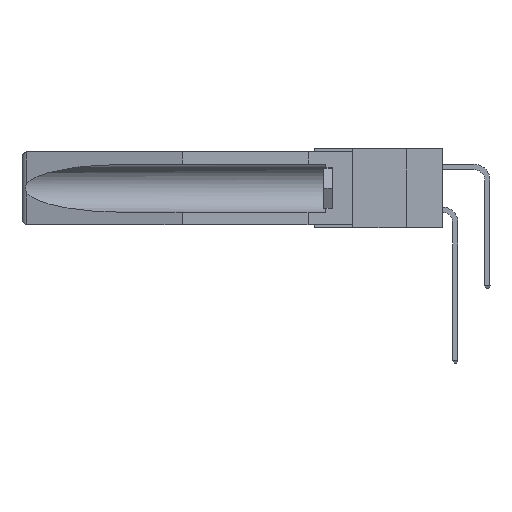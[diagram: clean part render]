
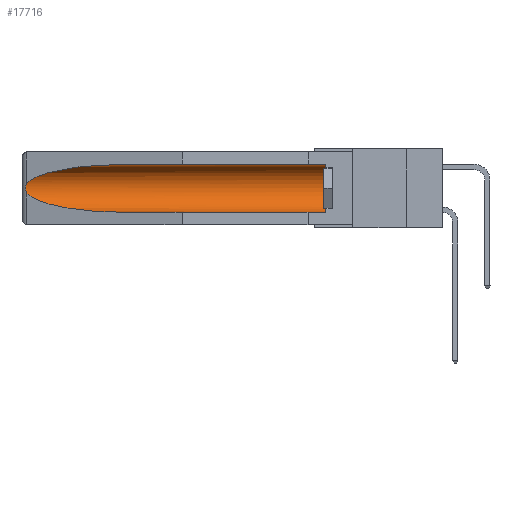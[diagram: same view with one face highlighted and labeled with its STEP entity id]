
A CAD part, left-side view. The second image highlights one B-rep face of the part: STEP entity #17716.
In plain terms, the highlighted cylindrical face has radius 2.857 mm (diameter 5.715 mm), a partial arc.
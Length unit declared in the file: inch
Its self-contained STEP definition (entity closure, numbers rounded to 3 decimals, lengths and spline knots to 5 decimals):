
#776 = CARTESIAN_POINT ( 'NONE',  ( 0.155, 0.126, -0.059 ) ) ;
#819 = EDGE_CURVE ( 'NONE', #15745, #18281, #25844, .T. ) ;
#850 = CARTESIAN_POINT ( 'NONE',  ( 0.25451, 1.48313, -0.09465 ) ) ;
#1210 = VERTEX_POINT ( 'NONE', #776 ) ;
#1319 = AXIS2_PLACEMENT_3D ( 'NONE', #30292, #24514, #10972 ) ;
#2971 = CARTESIAN_POINT ( 'NONE',  ( 0.21114, 1.30732, -0.284 ) ) ;
#3377 = EDGE_CURVE ( 'NONE', #6068, #33689, #5053, .T. ) ;
#4101 = DIRECTION ( 'NONE',  ( 0., 1., 0. ) ) ;
#5053 =( BOUNDED_CURVE ( )  B_SPLINE_CURVE ( 3, ( #17421, #14443, #850, #33852 ),
 .UNSPECIFIED., .F., .F. ) 
 B_SPLINE_CURVE_WITH_KNOTS ( ( 4, 4 ),
 ( 4.71239, 6.08839 ),
 .UNSPECIFIED. ) 
 CURVE ( )  GEOMETRIC_REPRESENTATION_ITEM ( )  RATIONAL_B_SPLINE_CURVE ( ( 1., 0.848, 0.848, 1. ) ) 
 REPRESENTATION_ITEM ( '' )  );
#5376 = CARTESIAN_POINT ( 'NONE',  ( 0.26537, 1.52718, -0.19328 ) ) ;
#5749 = CARTESIAN_POINT ( 'NONE',  ( 0.155, 1.07973, -0.284 ) ) ;
#6068 = VERTEX_POINT ( 'NONE', #7604 ) ;
#6227 = CARTESIAN_POINT ( 'NONE',  ( 0.2675, 1.53308, -0.17534 ) ) ;
#6299 = FACE_OUTER_BOUND ( 'NONE', #33410, .T. ) ;
#7604 = CARTESIAN_POINT ( 'NONE',  ( 0.155, 1.07973, -0.059 ) ) ;
#8745 = CARTESIAN_POINT ( 'NONE',  ( 0.26597, 1.52961, -0.15275 ) ) ;
#10972 = DIRECTION ( 'NONE',  ( 0., 0., 1. ) ) ;
#10994 = ORIENTED_EDGE ( 'NONE', *, *, #3377, .T. ) ;
#11747 = CARTESIAN_POINT ( 'NONE',  ( 0.26537, 1.52718, -0.19328 ) ) ;
#11992 = VECTOR ( 'NONE', #35228, 39.37008 ) ;
#12088 = B_SPLINE_CURVE_WITH_KNOTS ( 'NONE', 3,
 ( #18849, #8745, #28027, #32860, #32510, #6227, #22609, #22849, #17129, #11747 ),
 .UNSPECIFIED., .F., .F.,
 ( 4, 2, 2, 2, 4 ),
 ( 0., 0.00029, 0.00058, 0.00087, 0.00117 ),
 .UNSPECIFIED. ) ;
#12547 = DIRECTION ( 'NONE',  ( 0., 0., 1. ) ) ;
#13273 = EDGE_CURVE ( 'NONE', #15745, #1210, #18667, .T. ) ;
#13606 = ORIENTED_EDGE ( 'NONE', *, *, #27909, .T. ) ;
#14443 = CARTESIAN_POINT ( 'NONE',  ( 0.21114, 1.30732, -0.059 ) ) ;
#15741 = ORIENTED_EDGE ( 'NONE', *, *, #21141, .T. ) ;
#15745 = VERTEX_POINT ( 'NONE', #34318 ) ;
#17129 = CARTESIAN_POINT ( 'NONE',  ( 0.26597, 1.5296, -0.19026 ) ) ;
#17421 = CARTESIAN_POINT ( 'NONE',  ( 0.155, 1.07973, -0.059 ) ) ;
#17587 = CARTESIAN_POINT ( 'NONE',  ( 0.155, -0.30754, -0.1715 ) ) ;
#17716 = ADVANCED_FACE ( 'NONE', ( #6299 ), #24450, .F. ) ;
#18281 = VERTEX_POINT ( 'NONE', #27821 ) ;
#18331 = CARTESIAN_POINT ( 'NONE',  ( 0.26537, 1.52718, -0.14972 ) ) ;
#18502 = LINE ( 'NONE', #28828, #32336 ) ;
#18667 = CIRCLE ( 'NONE', #1319, 0.1125 ) ;
#18769 = ORIENTED_EDGE ( 'NONE', *, *, #819, .F. ) ;
#18849 = CARTESIAN_POINT ( 'NONE',  ( 0.26537, 1.52718, -0.14972 ) ) ;
#20119 = ORIENTED_EDGE ( 'NONE', *, *, #13273, .T. ) ;
#20323 = VERTEX_POINT ( 'NONE', #32690 ) ;
#21141 = EDGE_CURVE ( 'NONE', #1210, #6068, #18502, .T. ) ;
#22609 = CARTESIAN_POINT ( 'NONE',  ( 0.2673, 1.53269, -0.17917 ) ) ;
#22849 = CARTESIAN_POINT ( 'NONE',  ( 0.26655, 1.53094, -0.18657 ) ) ;
#23181 = DIRECTION ( 'NONE',  ( 0., 1., 0. ) ) ;
#24450 = CYLINDRICAL_SURFACE ( 'NONE', #31916, 0.1125 ) ;
#24514 = DIRECTION ( 'NONE',  ( 0., -1., 0. ) ) ;
#25844 = LINE ( 'NONE', #35359, #11992 ) ;
#27788 = CARTESIAN_POINT ( 'NONE',  ( 0.25451, 1.48313, -0.24835 ) ) ;
#27821 = CARTESIAN_POINT ( 'NONE',  ( 0.155, 1.07973, -0.284 ) ) ;
#27909 = EDGE_CURVE ( 'NONE', #33689, #20323, #12088, .T. ) ;
#28027 = CARTESIAN_POINT ( 'NONE',  ( 0.26654, 1.53092, -0.15636 ) ) ;
#28828 = CARTESIAN_POINT ( 'NONE',  ( 0.155, -0.30754, -0.059 ) ) ;
#29849 = EDGE_CURVE ( 'NONE', #20323, #18281, #35535, .T. ) ;
#30292 = CARTESIAN_POINT ( 'NONE',  ( 0.155, 0.126, -0.1715 ) ) ;
#31916 = AXIS2_PLACEMENT_3D ( 'NONE', #17587, #23181, #12547 ) ;
#32336 = VECTOR ( 'NONE', #4101, 39.37008 ) ;
#32510 = CARTESIAN_POINT ( 'NONE',  ( 0.2675, 1.53308, -0.16763 ) ) ;
#32690 = CARTESIAN_POINT ( 'NONE',  ( 0.26537, 1.52718, -0.19328 ) ) ;
#32860 = CARTESIAN_POINT ( 'NONE',  ( 0.2673, 1.5327, -0.16383 ) ) ;
#33180 = ORIENTED_EDGE ( 'NONE', *, *, #29849, .T. ) ;
#33410 = EDGE_LOOP ( 'NONE', ( #10994, #13606, #33180, #18769, #20119, #15741 ) ) ;
#33689 = VERTEX_POINT ( 'NONE', #18331 ) ;
#33852 = CARTESIAN_POINT ( 'NONE',  ( 0.26537, 1.52718, -0.14972 ) ) ;
#34318 = CARTESIAN_POINT ( 'NONE',  ( 0.155, 0.126, -0.284 ) ) ;
#35228 = DIRECTION ( 'NONE',  ( 0., 1., 0. ) ) ;
#35359 = CARTESIAN_POINT ( 'NONE',  ( 0.155, -0.30754, -0.284 ) ) ;
#35535 =( BOUNDED_CURVE ( )  B_SPLINE_CURVE ( 3, ( #5376, #27788, #2971, #5749 ),
 .UNSPECIFIED., .F., .F. ) 
 B_SPLINE_CURVE_WITH_KNOTS ( ( 4, 4 ),
 ( 0.1948, 1.5708 ),
 .UNSPECIFIED. ) 
 CURVE ( )  GEOMETRIC_REPRESENTATION_ITEM ( )  RATIONAL_B_SPLINE_CURVE ( ( 1., 0.848, 0.848, 1. ) ) 
 REPRESENTATION_ITEM ( '' )  );
